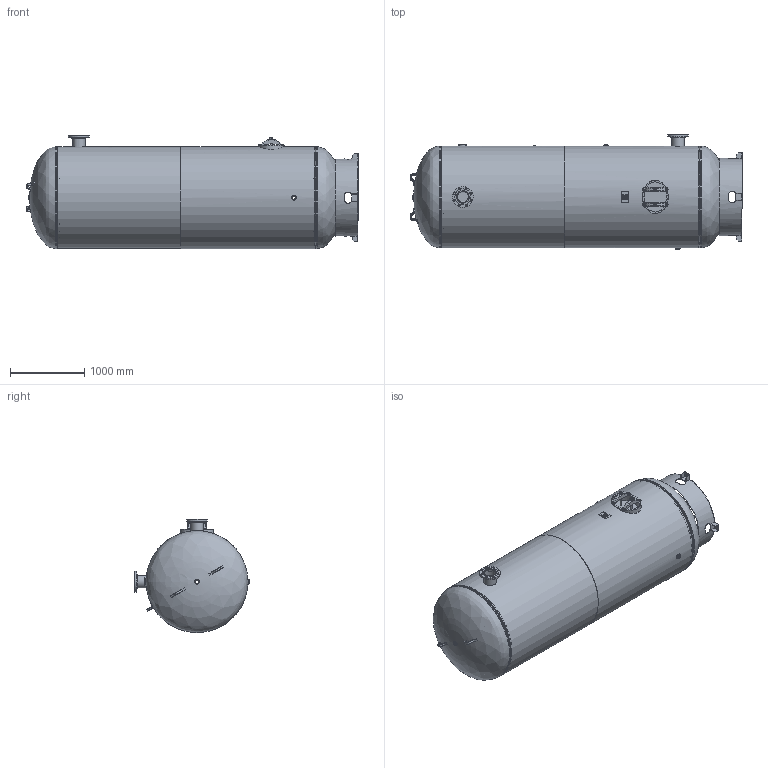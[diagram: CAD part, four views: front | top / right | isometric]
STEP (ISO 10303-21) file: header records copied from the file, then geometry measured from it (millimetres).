
FILE_DESCRIPTION(/* description */ ('54 X 166 200# VERT ASME 1550 GAL W/6" IN/OUTLET'),/* implementation_level */ '2;1');
FILE_NAME(/* name */ 'SPVG_A10332.stp',/* time_stamp */ '2020-08-28T09:18:18-05:00',/* author */ ('kim.thoune'),/* organization */ (''),/* preprocessor_version */ 'ST-DEVELOPER v17.2',/* originating_system */ 'Autodesk Inventor 2019',/* authorisation */ '');
FILE_SCHEMA (('AUTOMOTIVE_DESIGN { 1 0 10303 214 3 1 1 }'));
Length unit declared in the file: inch
Products named in the file (22): A10332; 37-2695; 37-2696; A10332-3; 960-357; A10332-4; 960-357_1; S102141; S102141-1MAR; S102021; F100250; F101000; F101250; F101250_1; F103001; 46-9163; S102153; 45-596; S102153-2; 60-140; 64-053; 64-784
Assembly tree (29 placements, depth 3):
  A10332
    37-2695
    37-2696
    A10332-3
      960-357
    A10332-4
      960-357_1
    S102141
      S102141-1MAR
      S102021  x4
    F100250
    F101000
    F101250_1  x2
    F101250
    F103001
    46-9163
    S102153  x2
      45-596
      S102153-2
    60-140
      64-053
    64-784  x4
Bounding box: 4469.73 x 1541.87 x 1524.2 mm (x, y, z)
Volume: 195831210.8 mm3; surface area: 42192074.9 mm2
Topology: 28 solids, 28 shells, 685 faces, 1771 edges, 1172 vertices
Faces by surface type: plane 359, cylinder 178, bspline 88, torus 52, cone 8
Full cylindrical faces by diameter (mm): 6.35 x4, 11.455 x1, 22.225 x20, 23.019 x2, 26.987 x1, 30.302 x1, 43.256 x1, 44.45 x1, 44.856 x3, 46.037 x1, 49.212 x2, 50.8 x3, 53.975 x3, 60.325 x1, 63.5 x3, 82.55 x1, 96.837 x1, 98.425 x1, 107.95 x1, 146.329 x2, 168.275 x2, 170.688 x2, 171.45 x2, 192.1 x2, 215.9 x2, 279.4 x2, 1028.7 x1, 1041.4 x1, 1352.55 x4, 1371.6 x4
Entity records: 23203 total; most frequent: CARTESIAN_POINT 9350, ORIENTED_EDGE 2764, DIRECTION 2558, EDGE_CURVE 1382, AXIS2_PLACEMENT_3D 933, VERTEX_POINT 922, LINE 692, VECTOR 692
